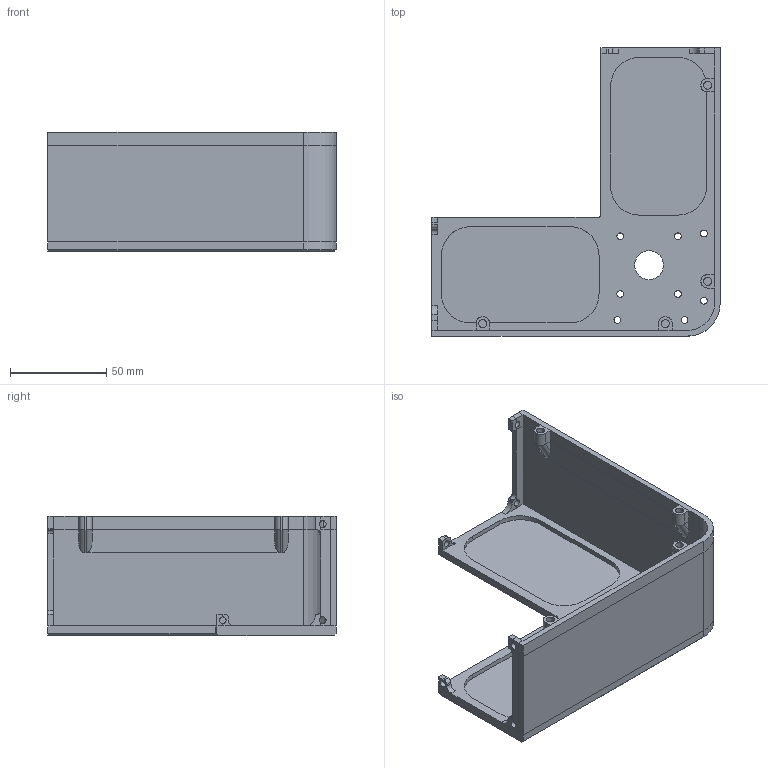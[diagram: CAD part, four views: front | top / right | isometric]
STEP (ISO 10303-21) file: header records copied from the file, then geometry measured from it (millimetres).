
FILE_DESCRIPTION(('FreeCAD Model'),'2;1');
FILE_NAME('Open CASCADE Shape Model','2024-08-16T20:04:52',(''),(''), 'Open CASCADE STEP processor 7.6','FreeCAD','Unknown');
FILE_SCHEMA(('AUTOMOTIVE_DESIGN { 1 0 10303 214 1 1 1 1 }'));
Length unit declared in the file: millimetre
Products named in the file (1): Fillet017
Bounding box: 150 x 150 x 62 mm (x, y, z)
Volume: 106048.3 mm3; surface area: 69493.7 mm2
Topology: 1 solids, 1 shells, 187 faces, 507 edges, 316 vertices
Faces by surface type: plane 122, cylinder 55, extrusion 8, cone 2
Full cylindrical faces by diameter (mm): 3.5 x14, 4.2 x4, 15 x1
Entity records: 5922 total; most frequent: DIRECTION 1034, ORIENTED_EDGE 1014, CARTESIAN_POINT 1011, EDGE_CURVE 507, VECTOR 372, LINE 364, AXIS2_PLACEMENT_3D 331, VERTEX_POINT 316
